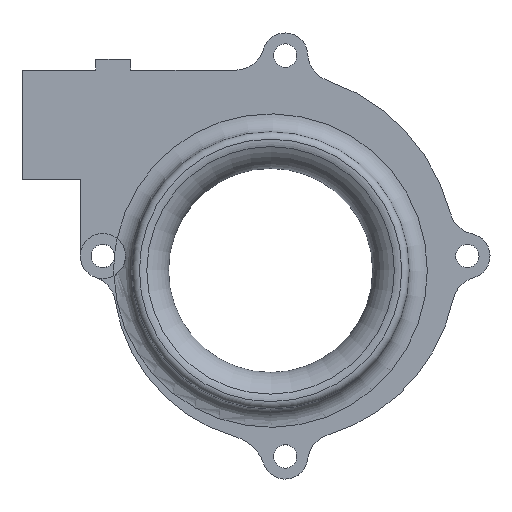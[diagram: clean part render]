
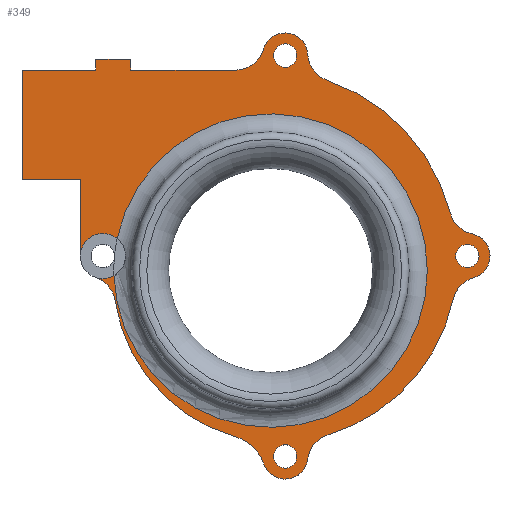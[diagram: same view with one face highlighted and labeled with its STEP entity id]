
A CAD part, top view. The second image highlights one B-rep face of the part: STEP entity #349.
In plain terms, the highlighted planar face has unit normal (0, 0, 1).
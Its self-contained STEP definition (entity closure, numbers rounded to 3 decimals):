
#24 = VERTEX_POINT('',#25);
#25 = CARTESIAN_POINT('',(-34.1,27.5,1.));
#31 = EDGE_CURVE('',#24,#32,#34,.T.);
#32 = VERTEX_POINT('',#33);
#33 = CARTESIAN_POINT('',(-24.,27.5,1.));
#34 = LINE('',#35,#36);
#35 = CARTESIAN_POINT('',(-34.1,27.5,1.));
#36 = VECTOR('',#37,1.);
#37 = DIRECTION('',(1.,0.,0.));
#64 = VERTEX_POINT('',#65);
#65 = CARTESIAN_POINT('',(-34.1,12.5,1.));
#71 = EDGE_CURVE('',#64,#24,#72,.T.);
#72 = LINE('',#73,#74);
#73 = CARTESIAN_POINT('',(-34.1,12.5,1.));
#74 = VECTOR('',#75,1.);
#75 = DIRECTION('',(0.,1.,0.));
#93 = EDGE_CURVE('',#32,#94,#96,.T.);
#94 = VERTEX_POINT('',#95);
#95 = CARTESIAN_POINT('',(-24.,29.,1.));
#96 = LINE('',#97,#98);
#97 = CARTESIAN_POINT('',(-24.,27.5,1.));
#98 = VECTOR('',#99,1.);
#99 = DIRECTION('',(0.,1.,0.));
#349 = ADVANCED_FACE('',(#350,#546,#557,#568),#579,.F.);
#350 = FACE_BOUND('',#351,.F.);
#351 = EDGE_LOOP('',(#352,#353,#354,#355,#363,#371,#379,#388,#397,#406,
    #415,#424,#433,#442,#451,#460,#469,#478,#487,#496,#505,#514,#523,
    #532,#540));
#352 = ORIENTED_EDGE('',*,*,#71,.T.);
#353 = ORIENTED_EDGE('',*,*,#31,.T.);
#354 = ORIENTED_EDGE('',*,*,#93,.T.);
#355 = ORIENTED_EDGE('',*,*,#356,.T.);
#356 = EDGE_CURVE('',#94,#357,#359,.T.);
#357 = VERTEX_POINT('',#358);
#358 = CARTESIAN_POINT('',(-19.2,29.,1.));
#359 = LINE('',#360,#361);
#360 = CARTESIAN_POINT('',(-24.,29.,1.));
#361 = VECTOR('',#362,1.);
#362 = DIRECTION('',(1.,0.,0.));
#363 = ORIENTED_EDGE('',*,*,#364,.T.);
#364 = EDGE_CURVE('',#357,#365,#367,.T.);
#365 = VERTEX_POINT('',#366);
#366 = CARTESIAN_POINT('',(-19.2,27.5,1.));
#367 = LINE('',#368,#369);
#368 = CARTESIAN_POINT('',(-19.2,29.,1.));
#369 = VECTOR('',#370,1.);
#370 = DIRECTION('',(0.,-1.,0.));
#371 = ORIENTED_EDGE('',*,*,#372,.T.);
#372 = EDGE_CURVE('',#365,#373,#375,.T.);
#373 = VERTEX_POINT('',#374);
#374 = CARTESIAN_POINT('',(-4.812,27.5,1.));
#375 = LINE('',#376,#377);
#376 = CARTESIAN_POINT('',(-19.2,27.5,1.));
#377 = VECTOR('',#378,1.);
#378 = DIRECTION('',(1.,0.,0.));
#379 = ORIENTED_EDGE('',*,*,#380,.T.);
#380 = EDGE_CURVE('',#373,#381,#383,.T.);
#381 = VERTEX_POINT('',#382);
#382 = CARTESIAN_POINT('',(-0.974,30.373,1.));
#383 = CIRCLE('',#384,4.);
#384 = AXIS2_PLACEMENT_3D('',#385,#386,#387);
#385 = CARTESIAN_POINT('',(-4.812,31.5,1.));
#386 = DIRECTION('',(0.,0.,1.));
#387 = DIRECTION('',(1.,0.,0.));
#388 = ORIENTED_EDGE('',*,*,#389,.F.);
#389 = EDGE_CURVE('',#390,#381,#392,.T.);
#390 = VERTEX_POINT('',#391);
#391 = CARTESIAN_POINT('',(5.096,29.661,1.));
#392 = CIRCLE('',#393,3.1);
#393 = AXIS2_PLACEMENT_3D('',#394,#395,#396);
#394 = CARTESIAN_POINT('',(2.,29.5,1.));
#395 = DIRECTION('',(0.,0.,1.));
#396 = DIRECTION('',(1.,0.,0.));
#397 = ORIENTED_EDGE('',*,*,#398,.T.);
#398 = EDGE_CURVE('',#390,#399,#401,.T.);
#399 = VERTEX_POINT('',#400);
#400 = CARTESIAN_POINT('',(7.794,26.085,1.));
#401 = CIRCLE('',#402,4.);
#402 = AXIS2_PLACEMENT_3D('',#403,#404,#405);
#403 = CARTESIAN_POINT('',(9.09,29.869,1.));
#404 = DIRECTION('',(0.,0.,1.));
#405 = DIRECTION('',(1.,0.,0.));
#406 = ORIENTED_EDGE('',*,*,#407,.F.);
#407 = EDGE_CURVE('',#408,#399,#410,.T.);
#408 = VERTEX_POINT('',#409);
#409 = CARTESIAN_POINT('',(24.649,7.924,1.));
#410 = CIRCLE('',#411,26.2);
#411 = AXIS2_PLACEMENT_3D('',#412,#413,#414);
#412 = CARTESIAN_POINT('',(-0.7,1.3,1.));
#413 = DIRECTION('',(0.,0.,1.));
#414 = DIRECTION('',(1.,0.,0.));
#415 = ORIENTED_EDGE('',*,*,#416,.T.);
#416 = EDGE_CURVE('',#408,#417,#419,.T.);
#417 = VERTEX_POINT('',#418);
#418 = CARTESIAN_POINT('',(27.663,5.028,1.));
#419 = CIRCLE('',#420,4.);
#420 = AXIS2_PLACEMENT_3D('',#421,#422,#423);
#421 = CARTESIAN_POINT('',(28.519,8.936,1.));
#422 = DIRECTION('',(0.,0.,1.));
#423 = DIRECTION('',(1.,0.,0.));
#424 = ORIENTED_EDGE('',*,*,#425,.F.);
#425 = EDGE_CURVE('',#426,#417,#428,.T.);
#426 = VERTEX_POINT('',#427);
#427 = CARTESIAN_POINT('',(27.848,-0.982,1.));
#428 = CIRCLE('',#429,3.1);
#429 = AXIS2_PLACEMENT_3D('',#430,#431,#432);
#430 = CARTESIAN_POINT('',(27.,2.,1.));
#431 = DIRECTION('',(0.,0.,1.));
#432 = DIRECTION('',(1.,0.,0.));
#433 = ORIENTED_EDGE('',*,*,#434,.T.);
#434 = EDGE_CURVE('',#426,#435,#437,.T.);
#435 = VERTEX_POINT('',#436);
#436 = CARTESIAN_POINT('',(25.034,-3.981,1.));
#437 = CIRCLE('',#438,4.);
#438 = AXIS2_PLACEMENT_3D('',#439,#440,#441);
#439 = CARTESIAN_POINT('',(28.943,-4.829,1.));
#440 = DIRECTION('',(0.,0.,1.));
#441 = DIRECTION('',(1.,0.,0.));
#442 = ORIENTED_EDGE('',*,*,#443,.F.);
#443 = EDGE_CURVE('',#444,#435,#446,.T.);
#444 = VERTEX_POINT('',#445);
#445 = CARTESIAN_POINT('',(7.891,-22.539,1.));
#446 = CIRCLE('',#447,24.9);
#447 = AXIS2_PLACEMENT_3D('',#448,#449,#450);
#448 = CARTESIAN_POINT('',(0.7,1.3,1.));
#449 = DIRECTION('',(0.,0.,1.));
#450 = DIRECTION('',(1.,0.,0.));
#451 = ORIENTED_EDGE('',*,*,#452,.T.);
#452 = EDGE_CURVE('',#444,#453,#455,.T.);
#453 = VERTEX_POINT('',#454);
#454 = CARTESIAN_POINT('',(5.077,-25.879,1.));
#455 = CIRCLE('',#456,4.);
#456 = AXIS2_PLACEMENT_3D('',#457,#458,#459);
#457 = CARTESIAN_POINT('',(9.047,-26.368,1.));
#458 = DIRECTION('',(0.,0.,1.));
#459 = DIRECTION('',(1.,0.,0.));
#460 = ORIENTED_EDGE('',*,*,#461,.F.);
#461 = EDGE_CURVE('',#462,#453,#464,.T.);
#462 = VERTEX_POINT('',#463);
#463 = CARTESIAN_POINT('',(-0.923,-26.532,1.));
#464 = CIRCLE('',#465,3.1);
#465 = AXIS2_PLACEMENT_3D('',#466,#467,#468);
#466 = CARTESIAN_POINT('',(2.,-25.5,1.));
#467 = DIRECTION('',(0.,0.,1.));
#468 = DIRECTION('',(1.,0.,0.));
#469 = ORIENTED_EDGE('',*,*,#470,.T.);
#470 = EDGE_CURVE('',#462,#471,#473,.T.);
#471 = VERTEX_POINT('',#472);
#472 = CARTESIAN_POINT('',(-4.929,-22.762,1.));
#473 = CIRCLE('',#474,6.);
#474 = AXIS2_PLACEMENT_3D('',#475,#476,#477);
#475 = CARTESIAN_POINT('',(-6.581,-28.53,1.));
#476 = DIRECTION('',(0.,0.,1.));
#477 = DIRECTION('',(1.,0.,0.));
#478 = ORIENTED_EDGE('',*,*,#479,.F.);
#479 = EDGE_CURVE('',#480,#471,#482,.T.);
#480 = VERTEX_POINT('',#481);
#481 = CARTESIAN_POINT('',(-21.337,-4.117,1.));
#482 = CIRCLE('',#483,23.);
#483 = AXIS2_PLACEMENT_3D('',#484,#485,#486);
#484 = CARTESIAN_POINT('',(1.4,-0.65,1.));
#485 = DIRECTION('',(0.,0.,1.));
#486 = DIRECTION('',(1.,0.,0.));
#487 = ORIENTED_EDGE('',*,*,#488,.T.);
#488 = EDGE_CURVE('',#480,#489,#491,.T.);
#489 = VERTEX_POINT('',#490);
#490 = CARTESIAN_POINT('',(-24.001,-0.934,1.));
#491 = CIRCLE('',#492,4.);
#492 = AXIS2_PLACEMENT_3D('',#493,#494,#495);
#493 = CARTESIAN_POINT('',(-25.291,-4.72,1.));
#494 = DIRECTION('',(0.,0.,1.));
#495 = DIRECTION('',(1.,0.,0.));
#496 = ORIENTED_EDGE('',*,*,#497,.T.);
#497 = EDGE_CURVE('',#489,#498,#500,.T.);
#498 = VERTEX_POINT('',#499);
#499 = CARTESIAN_POINT('',(-21.488,-0.706,1.));
#500 = CIRCLE('',#501,3.1);
#501 = AXIS2_PLACEMENT_3D('',#502,#503,#504);
#502 = CARTESIAN_POINT('',(-23.,2.,1.));
#503 = DIRECTION('',(0.,0.,1.));
#504 = DIRECTION('',(1.,0.,0.));
#505 = ORIENTED_EDGE('',*,*,#506,.F.);
#506 = EDGE_CURVE('',#507,#498,#509,.T.);
#507 = VERTEX_POINT('',#508);
#508 = CARTESIAN_POINT('',(21.5,0.,1.));
#509 = CIRCLE('',#510,21.5);
#510 = AXIS2_PLACEMENT_3D('',#511,#512,#513);
#511 = CARTESIAN_POINT('',(0.,0.,1.));
#512 = DIRECTION('',(0.,0.,-1.));
#513 = DIRECTION('',(1.,0.,0.));
#514 = ORIENTED_EDGE('',*,*,#515,.F.);
#515 = EDGE_CURVE('',#516,#507,#518,.T.);
#516 = VERTEX_POINT('',#517);
#517 = CARTESIAN_POINT('',(-21.044,4.405,1.));
#518 = CIRCLE('',#519,21.5);
#519 = AXIS2_PLACEMENT_3D('',#520,#521,#522);
#520 = CARTESIAN_POINT('',(0.,0.,1.));
#521 = DIRECTION('',(0.,0.,-1.));
#522 = DIRECTION('',(1.,0.,0.));
#523 = ORIENTED_EDGE('',*,*,#524,.T.);
#524 = EDGE_CURVE('',#516,#525,#527,.T.);
#525 = VERTEX_POINT('',#526);
#526 = CARTESIAN_POINT('',(-26.1,2.,1.));
#527 = CIRCLE('',#528,3.1);
#528 = AXIS2_PLACEMENT_3D('',#529,#530,#531);
#529 = CARTESIAN_POINT('',(-23.,2.,1.));
#530 = DIRECTION('',(0.,0.,1.));
#531 = DIRECTION('',(1.,0.,0.));
#532 = ORIENTED_EDGE('',*,*,#533,.T.);
#533 = EDGE_CURVE('',#525,#534,#536,.T.);
#534 = VERTEX_POINT('',#535);
#535 = CARTESIAN_POINT('',(-26.1,12.5,1.));
#536 = LINE('',#537,#538);
#537 = CARTESIAN_POINT('',(-26.1,2.,1.));
#538 = VECTOR('',#539,1.);
#539 = DIRECTION('',(0.,1.,0.));
#540 = ORIENTED_EDGE('',*,*,#541,.T.);
#541 = EDGE_CURVE('',#534,#64,#542,.T.);
#542 = LINE('',#543,#544);
#543 = CARTESIAN_POINT('',(-26.1,12.5,1.));
#544 = VECTOR('',#545,1.);
#545 = DIRECTION('',(-1.,0.,0.));
#546 = FACE_BOUND('',#547,.F.);
#547 = EDGE_LOOP('',(#548));
#548 = ORIENTED_EDGE('',*,*,#549,.T.);
#549 = EDGE_CURVE('',#550,#550,#552,.T.);
#550 = VERTEX_POINT('',#551);
#551 = CARTESIAN_POINT('',(28.6,2.,1.));
#552 = CIRCLE('',#553,1.6);
#553 = AXIS2_PLACEMENT_3D('',#554,#555,#556);
#554 = CARTESIAN_POINT('',(27.,2.,1.));
#555 = DIRECTION('',(0.,0.,1.));
#556 = DIRECTION('',(1.,0.,0.));
#557 = FACE_BOUND('',#558,.F.);
#558 = EDGE_LOOP('',(#559));
#559 = ORIENTED_EDGE('',*,*,#560,.T.);
#560 = EDGE_CURVE('',#561,#561,#563,.T.);
#561 = VERTEX_POINT('',#562);
#562 = CARTESIAN_POINT('',(3.6,-25.5,1.));
#563 = CIRCLE('',#564,1.6);
#564 = AXIS2_PLACEMENT_3D('',#565,#566,#567);
#565 = CARTESIAN_POINT('',(2.,-25.5,1.));
#566 = DIRECTION('',(0.,0.,1.));
#567 = DIRECTION('',(1.,0.,0.));
#568 = FACE_BOUND('',#569,.F.);
#569 = EDGE_LOOP('',(#570));
#570 = ORIENTED_EDGE('',*,*,#571,.T.);
#571 = EDGE_CURVE('',#572,#572,#574,.T.);
#572 = VERTEX_POINT('',#573);
#573 = CARTESIAN_POINT('',(3.6,29.5,1.));
#574 = CIRCLE('',#575,1.6);
#575 = AXIS2_PLACEMENT_3D('',#576,#577,#578);
#576 = CARTESIAN_POINT('',(2.,29.5,1.));
#577 = DIRECTION('',(0.,0.,1.));
#578 = DIRECTION('',(1.,0.,0.));
#579 = PLANE('',#580);
#580 = AXIS2_PLACEMENT_3D('',#581,#582,#583);
#581 = CARTESIAN_POINT('',(-3.86,5.673,1.));
#582 = DIRECTION('',(-0.,-0.,-1.));
#583 = DIRECTION('',(-1.,0.,0.));
